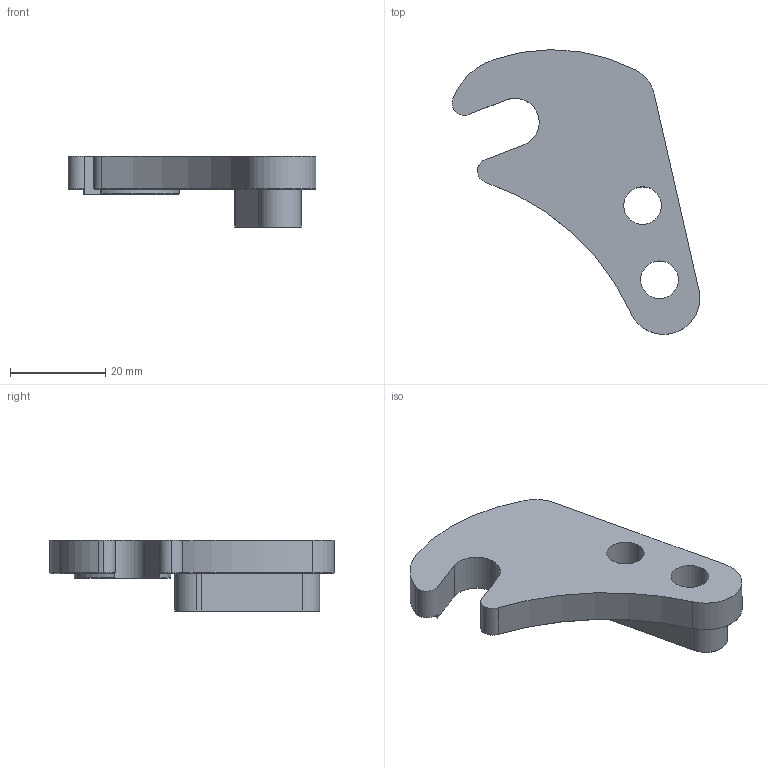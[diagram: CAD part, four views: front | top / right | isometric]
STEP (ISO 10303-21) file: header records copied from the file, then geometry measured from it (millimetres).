
FILE_DESCRIPTION (( 'STEP AP214' ), '1' );
FILE_NAME ('DR4013.STEP', '2025-06-30T18:33:03', ( '' ), ( '' ), 'SwSTEP 2.0', 'SolidWorks 2023', '' );
FILE_SCHEMA (( 'AUTOMOTIVE_DESIGN' ));
Length unit declared in the file: millimetre
Products named in the file (1): DR4013
Bounding box: 52.13 x 59.88 x 14.99 mm (x, y, z)
Volume: 12004.2 mm3; surface area: 5806 mm2
Topology: 1 solids, 1 shells, 47 faces, 114 edges, 70 vertices
Faces by surface type: cylinder 18, cone 17, plane 12
Entity records: 1414 total; most frequent: DIRECTION 259, CARTESIAN_POINT 247, ORIENTED_EDGE 228, EDGE_CURVE 114, AXIS2_PLACEMENT_3D 102, VERTEX_POINT 70, LINE 55, VECTOR 55
